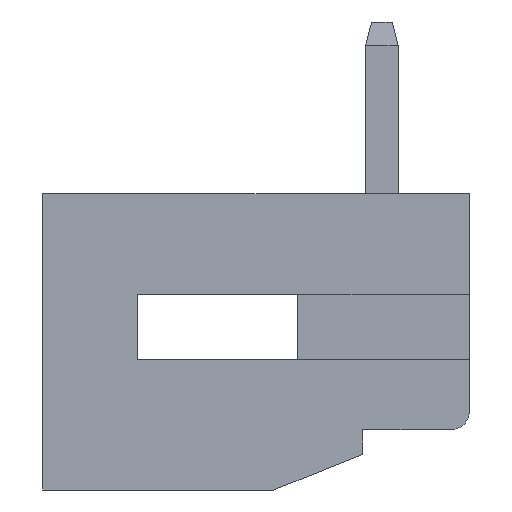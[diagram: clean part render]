
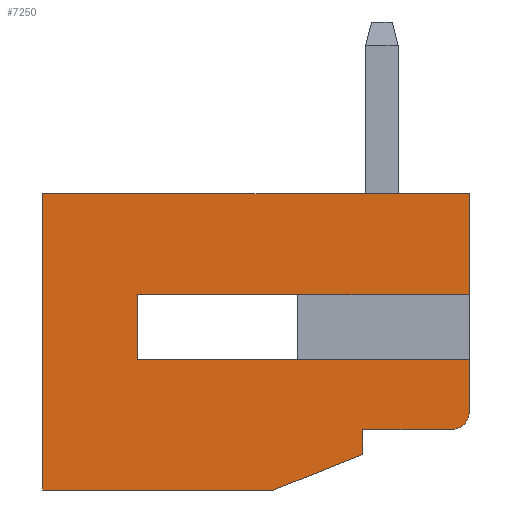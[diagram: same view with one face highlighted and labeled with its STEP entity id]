
A CAD part, left-side view. The second image highlights one B-rep face of the part: STEP entity #7250.
In plain terms, the highlighted planar face has unit normal (-1, 0, 0).
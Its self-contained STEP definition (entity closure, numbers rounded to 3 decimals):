
#2490=CARTESIAN_POINT('',(-12.653,3.697,0.));
#2500=DIRECTION('',(0.,0.,-1.));
#2510=VECTOR('',#2500,1.);
#2520=LINE('',#2490,#2510);
#2530=CARTESIAN_POINT('',(-12.653,3.697,-3.6));
#2540=VERTEX_POINT('',#2530);
#2550=CARTESIAN_POINT('',(-12.653,3.697,-5.3));
#2560=VERTEX_POINT('',#2550);
#2570=EDGE_CURVE('',#2540,#2560,#2520,.T.);
#2790=CARTESIAN_POINT('',(-12.653,3.697,-1.62));
#2800=VERTEX_POINT('',#2790);
#2830=CARTESIAN_POINT('',(-12.653,3.697,-2.5));
#2840=VERTEX_POINT('',#2830);
#2850=EDGE_CURVE('',#2800,#2840,#2520,.T.);
#5110=CARTESIAN_POINT('',(-12.653,-1.903,-3.6));
#5120=VERTEX_POINT('',#5110);
#5150=CARTESIAN_POINT('',(-12.653,0.,-3.6));
#5160=DIRECTION('',(0.,-1.,0.));
#5170=VECTOR('',#5160,1.);
#5180=LINE('',#5150,#5170);
#5190=EDGE_CURVE('',#2540,#5120,#5180,.T.);
#5990=CARTESIAN_POINT('',(-12.653,-1.903,-2.5));
#6000=VERTEX_POINT('',#5990);
#6030=CARTESIAN_POINT('',(-12.653,-1.903,0.));
#6040=DIRECTION('',(0.,0.,1.));
#6050=VECTOR('',#6040,1.);
#6060=LINE('',#6030,#6050);
#6070=EDGE_CURVE('',#5120,#6000,#6060,.T.);
#6530=CARTESIAN_POINT('',(-12.653,3.697,0.2));
#6540=DIRECTION('',(-1.,0.,0.));
#6550=DIRECTION('',(0.,-1.,0.));
#6560=AXIS2_PLACEMENT_3D('',#6530,#6540,#6550);
#6570=PLANE('',#6560);
#6580=CARTESIAN_POINT('',(-12.653,0.,-5.3));
#6590=DIRECTION('',(0.,1.,0.));
#6600=VECTOR('',#6590,1.);
#6610=LINE('',#6580,#6600);
#6620=CARTESIAN_POINT('',(-12.653,-3.503,-5.3));
#6630=VERTEX_POINT('',#6620);
#6640=EDGE_CURVE('',#6630,#2560,#6610,.T.);
#6650=ORIENTED_EDGE('',*,*,#6640,.F.);
#6660=ORIENTED_EDGE('',*,*,#2570,.T.);
#6670=ORIENTED_EDGE('',*,*,#5190,.F.);
#6680=ORIENTED_EDGE('',*,*,#6070,.F.);
#6690=CARTESIAN_POINT('',(-12.653,0.,-2.5));
#6700=DIRECTION('',(0.,-1.,0.));
#6710=VECTOR('',#6700,1.);
#6720=LINE('',#6690,#6710);
#6730=EDGE_CURVE('',#2840,#6000,#6720,.T.);
#6740=ORIENTED_EDGE('',*,*,#6730,.T.);
#6750=ORIENTED_EDGE('',*,*,#2850,.T.);
#6760=CARTESIAN_POINT('',(-12.653,3.397,-1.62));
#6770=DIRECTION('',(-1.,0.,0.));
#6780=DIRECTION('',(0.,-1.,0.));
#6790=AXIS2_PLACEMENT_3D('',#6760,#6770,#6780);
#6800=CIRCLE('',#6790,0.3);
#6810=CARTESIAN_POINT('',(-12.653,3.397,-1.32));
#6820=VERTEX_POINT('',#6810);
#6830=EDGE_CURVE('',#6820,#2800,#6800,.T.);
#6840=ORIENTED_EDGE('',*,*,#6830,.T.);
#6850=CARTESIAN_POINT('',(-12.653,0.,-1.32));
#6860=DIRECTION('',(0.,-1.,0.));
#6870=VECTOR('',#6860,1.);
#6880=LINE('',#6850,#6870);
#6890=CARTESIAN_POINT('',(-12.653,1.897,-1.32));
#6900=VERTEX_POINT('',#6890);
#6910=EDGE_CURVE('',#6820,#6900,#6880,.T.);
#6920=ORIENTED_EDGE('',*,*,#6910,.F.);
#6930=CARTESIAN_POINT('',(-12.653,1.897,0.));
#6940=DIRECTION('',(0.,0.,-1.));
#6950=VECTOR('',#6940,1.);
#6960=LINE('',#6930,#6950);
#6970=CARTESIAN_POINT('',(-12.653,1.897,-0.9));
#6980=VERTEX_POINT('',#6970);
#6990=EDGE_CURVE('',#6980,#6900,#6960,.T.);
#7000=ORIENTED_EDGE('',*,*,#6990,.T.);
#7010=CARTESIAN_POINT('',(-12.653,0.,-0.141));
#7020=DIRECTION('',(0.,0.928,-0.371));
#7030=VECTOR('',#7020,1.);
#7040=LINE('',#7010,#7030);
#7050=CARTESIAN_POINT('',(-12.653,0.397,
-0.3));
#7060=VERTEX_POINT('',#7050);
#7070=EDGE_CURVE('',#7060,#6980,#7040,.T.);
#7080=ORIENTED_EDGE('',*,*,#7070,.T.);
#7090=CARTESIAN_POINT('',(-12.653,0.,-0.3));
#7100=DIRECTION('',(0.,1.,0.));
#7110=VECTOR('',#7100,1.);
#7120=LINE('',#7090,#7110);
#7130=CARTESIAN_POINT('',(-12.653,-3.503,-0.3));
#7140=VERTEX_POINT('',#7130);
#7150=EDGE_CURVE('',#7140,#7060,#7120,.T.);
#7160=ORIENTED_EDGE('',*,*,#7150,.T.);
#7170=CARTESIAN_POINT('',(-12.653,-3.503,0.));
#7180=DIRECTION('',(0.,0.,1.));
#7190=VECTOR('',#7180,1.);
#7200=LINE('',#7170,#7190);
#7210=EDGE_CURVE('',#6630,#7140,#7200,.T.);
#7220=ORIENTED_EDGE('',*,*,#7210,.T.);
#7230=EDGE_LOOP('',(#7220,#7160,#7080,#7000,#6920,#6840,#6750,#6740,
#6680,#6670,#6660,#6650));
#7240=FACE_OUTER_BOUND('',#7230,.T.);
#7250=ADVANCED_FACE('',(#7240),#6570,.T.);
